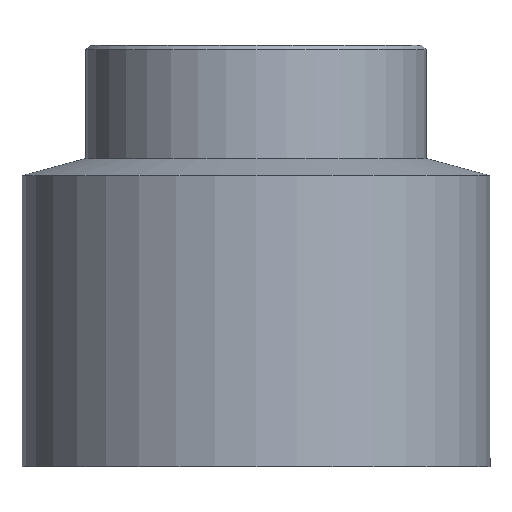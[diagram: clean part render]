
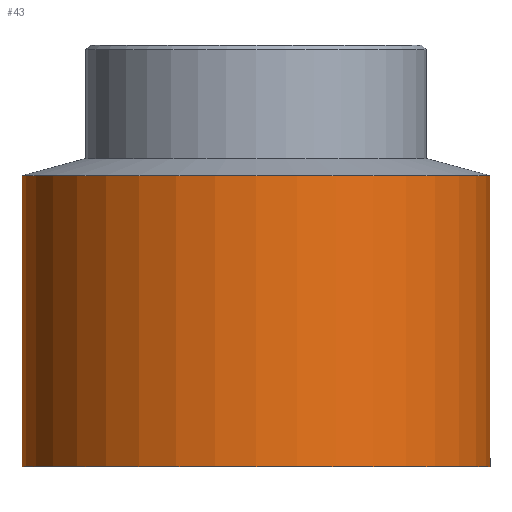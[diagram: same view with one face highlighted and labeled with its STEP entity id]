
A CAD part, front view. The second image highlights one B-rep face of the part: STEP entity #43.
In plain terms, the highlighted cylindrical face has radius 22 mm (diameter 44 mm), a full revolution.
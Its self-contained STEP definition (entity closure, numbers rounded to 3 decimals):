
#39=CYLINDRICAL_SURFACE('',#123,22.);
#43=ADVANCED_FACE('',(#53,#54),#39,.T.);
#53=FACE_BOUND('',#61,.T.);
#54=FACE_BOUND('',#62,.T.);
#61=EDGE_LOOP('',(#71));
#62=EDGE_LOOP('',(#72));
#71=ORIENTED_EDGE('',*,*,#86,.T.);
#72=ORIENTED_EDGE('',*,*,#84,.F.);
#79=VERTEX_POINT('',#166);
#81=VERTEX_POINT('',#171);
#84=EDGE_CURVE('',#79,#79,#89,.T.);
#86=EDGE_CURVE('',#81,#81,#91,.T.);
#89=CIRCLE('',#119,22.);
#91=CIRCLE('',#122,22.);
#119=AXIS2_PLACEMENT_3D('',#165,#139,#140);
#122=AXIS2_PLACEMENT_3D('',#170,#145,#146);
#123=AXIS2_PLACEMENT_3D('',#172,#147,#148);
#139=DIRECTION('',(0.,0.,1.));
#140=DIRECTION('',(1.,0.,0.));
#145=DIRECTION('',(0.,0.,1.));
#146=DIRECTION('',(1.,0.,0.));
#147=DIRECTION('',(0.,0.,1.));
#148=DIRECTION('',(1.,0.,0.));
#165=CARTESIAN_POINT('',(0.,0.,-12.283));
#166=CARTESIAN_POINT('',(22.,0.,-12.283));
#170=CARTESIAN_POINT('',(0.,0.,-39.675));
#171=CARTESIAN_POINT('',(22.,0.,-39.675));
#172=CARTESIAN_POINT('',(0.,0.,-39.675));
